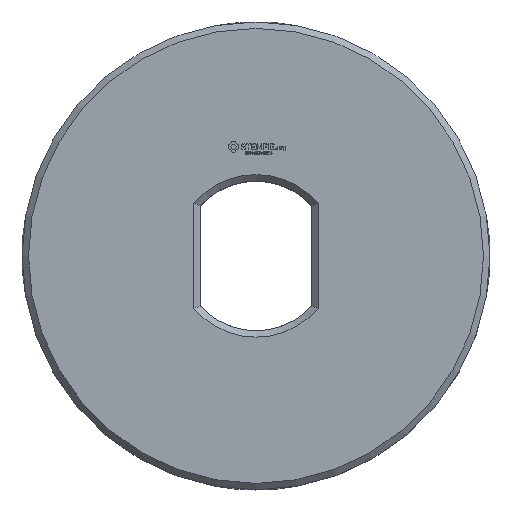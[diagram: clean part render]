
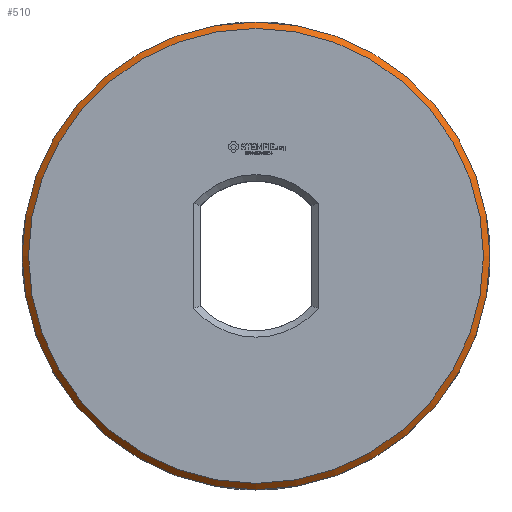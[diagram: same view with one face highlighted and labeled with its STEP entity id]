
A CAD part, top view. The second image highlights one B-rep face of the part: STEP entity #510.
In plain terms, the highlighted conical face has half-angle 45 degrees and reference radius 10.938 mm.
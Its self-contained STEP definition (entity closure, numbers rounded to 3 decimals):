
#114 = VERTEX_POINT('',#115);
#115 = CARTESIAN_POINT('',(10.938,0.,5.95));
#121 = EDGE_CURVE('',#114,#114,#122,.T.);
#122 = CIRCLE('',#123,10.938);
#123 = AXIS2_PLACEMENT_3D('',#124,#125,#126);
#124 = CARTESIAN_POINT('',(0.,0.,5.95));
#125 = DIRECTION('',(0.,0.,1.));
#126 = DIRECTION('',(1.,0.,0.));
#510 = ADVANCED_FACE('',(#511),#530,.T.);
#511 = FACE_BOUND('',#512,.T.);
#512 = EDGE_LOOP('',(#513,#521,#522,#523));
#513 = ORIENTED_EDGE('',*,*,#514,.F.);
#514 = EDGE_CURVE('',#114,#515,#517,.T.);
#515 = VERTEX_POINT('',#516);
#516 = CARTESIAN_POINT('',(10.638,0.,6.25));
#517 = LINE('',#518,#519);
#518 = CARTESIAN_POINT('',(10.938,0.,5.95));
#519 = VECTOR('',#520,1.);
#520 = DIRECTION('',(-0.707,0.,0.707));
#521 = ORIENTED_EDGE('',*,*,#121,.T.);
#522 = ORIENTED_EDGE('',*,*,#514,.T.);
#523 = ORIENTED_EDGE('',*,*,#524,.F.);
#524 = EDGE_CURVE('',#515,#515,#525,.T.);
#525 = CIRCLE('',#526,10.638);
#526 = AXIS2_PLACEMENT_3D('',#527,#528,#529);
#527 = CARTESIAN_POINT('',(0.,0.,6.25));
#528 = DIRECTION('',(0.,0.,1.));
#529 = DIRECTION('',(1.,0.,0.));
#530 = CONICAL_SURFACE('',#531,10.938,0.785);
#531 = AXIS2_PLACEMENT_3D('',#532,#533,#534);
#532 = CARTESIAN_POINT('',(0.,0.,5.95));
#533 = DIRECTION('',(-0.,-0.,-1.));
#534 = DIRECTION('',(1.,0.,0.));
